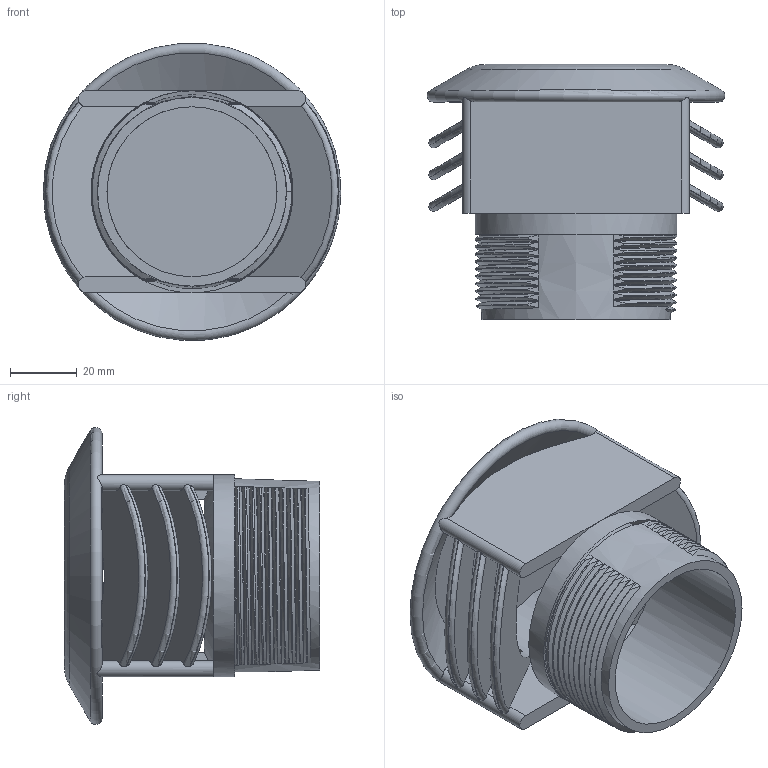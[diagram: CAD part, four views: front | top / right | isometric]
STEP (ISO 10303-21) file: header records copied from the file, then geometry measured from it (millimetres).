
FILE_DESCRIPTION(/* description */ ('2" VENT CAP'),/* implementation_level */ '2;1');
FILE_NAME(/* name */ 'VC200.stp',/* time_stamp */ '2016-08-03T09:54:07-04:00',/* author */ ('DCerny'),/* organization */ (''),/* preprocessor_version */ 'ST-DEVELOPER v16.1',/* originating_system */ 'Autodesk Inventor 2016',/* authorisation */ '');
FILE_SCHEMA (('AUTOMOTIVE_DESIGN { 1 0 10303 214 3 1 1 }'));
Length unit declared in the file: inch
Products named in the file (1): VC200
Bounding box: 88.9 x 76.2 x 88.72 mm (x, y, z)
Volume: 93658.7 mm3; surface area: 54806.6 mm2
Topology: 1 solids, 1 shells, 193 faces, 529 edges, 349 vertices
Faces by surface type: plane 92, bspline 53, cylinder 24, torus 14, cone 10
Full cylindrical faces by diameter (mm): 50.8 x1, 60.325 x1
Entity records: 9442 total; most frequent: CARTESIAN_POINT 5227, ORIENTED_EDGE 1038, DIRECTION 618, EDGE_CURVE 519, VERTEX_POINT 345, AXIS2_PLACEMENT_3D 254, B_SPLINE_CURVE_WITH_KNOTS 240, EDGE_LOOP 226
